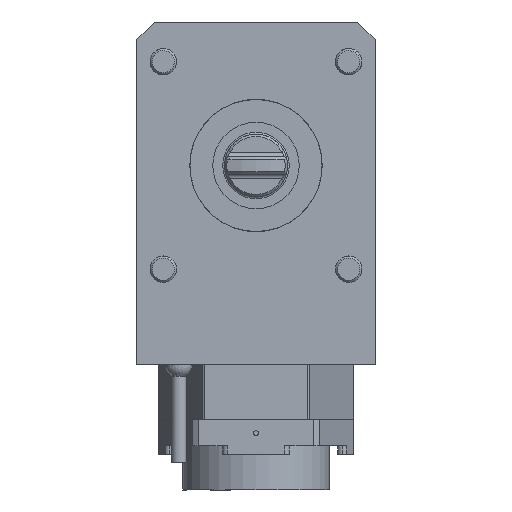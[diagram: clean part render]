
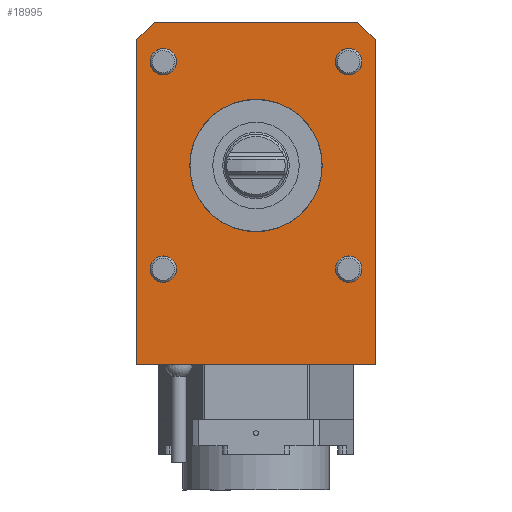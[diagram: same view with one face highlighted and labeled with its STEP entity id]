
A CAD part, front view. The second image highlights one B-rep face of the part: STEP entity #18995.
In plain terms, the highlighted planar face has unit normal (0, -1, 0).
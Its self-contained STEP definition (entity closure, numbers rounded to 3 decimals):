
#259 = ORIENTED_EDGE ( 'NONE', *, *, #20184, .T. ) ;
#530 = AXIS2_PLACEMENT_3D ( 'NONE', #6991, #10395, #1188 ) ;
#822 = DIRECTION ( 'NONE',  ( 1., 0., 0. ) ) ;
#839 = DIRECTION ( 'NONE',  ( 0., 0., -1. ) ) ;
#1146 = FACE_BOUND ( 'NONE', #20253, .T. ) ;
#1188 = DIRECTION ( 'NONE',  ( 1., 0., 0. ) ) ;
#1272 = DIRECTION ( 'NONE',  ( -1., 0., 0. ) ) ;
#1279 = EDGE_LOOP ( 'NONE', ( #18098 ) ) ;
#1390 = ORIENTED_EDGE ( 'NONE', *, *, #7668, .T. ) ;
#1677 = CARTESIAN_POINT ( 'NONE',  ( -36., 0., -47. ) ) ;
#1793 = ORIENTED_EDGE ( 'NONE', *, *, #4343, .T. ) ;
#1999 = VECTOR ( 'NONE', #4741, 1000. ) ;
#2036 = CARTESIAN_POINT ( 'NONE',  ( 42., 0., -47. ) ) ;
#2280 = LINE ( 'NONE', #6756, #19730 ) ;
#2328 = CARTESIAN_POINT ( 'NONE',  ( -54., 0., 65. ) ) ;
#2558 = CIRCLE ( 'NONE', #530, 6. ) ;
#2693 = EDGE_CURVE ( 'NONE', #13982, #13982, #8167, .T. ) ;
#3539 = CARTESIAN_POINT ( 'NONE',  ( 0., 0., 0. ) ) ;
#3759 = CARTESIAN_POINT ( 'NONE',  ( 54., 0., 57. ) ) ;
#4343 = EDGE_CURVE ( 'NONE', #10592, #18492, #22408, .T. ) ;
#4741 = DIRECTION ( 'NONE',  ( -0.707, 0., -0.707 ) ) ;
#5062 = CARTESIAN_POINT ( 'NONE',  ( 0., 0., 0. ) ) ;
#5239 = DIRECTION ( 'NONE',  ( 1., 0., 0. ) ) ;
#5334 = VECTOR ( 'NONE', #822, 1000. ) ;
#6109 = LINE ( 'NONE', #2328, #22875 ) ;
#6543 = CIRCLE ( 'NONE', #16183, 6. ) ;
#6600 = ORIENTED_EDGE ( 'NONE', *, *, #20630, .F. ) ;
#6641 = CIRCLE ( 'NONE', #9075, 30.018 ) ;
#6756 = CARTESIAN_POINT ( 'NONE',  ( 54., 0., 65. ) ) ;
#6827 = EDGE_LOOP ( 'NONE', ( #11608 ) ) ;
#6915 = CARTESIAN_POINT ( 'NONE',  ( -54., 0., 57. ) ) ;
#6941 = FACE_BOUND ( 'NONE', #11056, .T. ) ;
#6991 = CARTESIAN_POINT ( 'NONE',  ( 42., 0., 47. ) ) ;
#7384 = LINE ( 'NONE', #8802, #22805 ) ;
#7668 = EDGE_CURVE ( 'NONE', #13493, #18857, #6109, .T. ) ;
#7858 = DIRECTION ( 'NONE',  ( 1., 0., 0. ) ) ;
#8167 = CIRCLE ( 'NONE', #20976, 6. ) ;
#8258 = VECTOR ( 'NONE', #17017, 1000. ) ;
#8802 = CARTESIAN_POINT ( 'NONE',  ( -54., 0., 65. ) ) ;
#9075 = AXIS2_PLACEMENT_3D ( 'NONE', #3539, #24543, #1272 ) ;
#9347 = CARTESIAN_POINT ( 'NONE',  ( 55.5, 0., 55.5 ) ) ;
#9365 = VERTEX_POINT ( 'NONE', #19040 ) ;
#9749 = CARTESIAN_POINT ( 'NONE',  ( -54., 0., -90. ) ) ;
#9922 = CARTESIAN_POINT ( 'NONE',  ( -54., 0., -90. ) ) ;
#10103 = VERTEX_POINT ( 'NONE', #23667 ) ;
#10151 = ORIENTED_EDGE ( 'NONE', *, *, #12475, .F. ) ;
#10395 = DIRECTION ( 'NONE',  ( 0., -1., 0. ) ) ;
#10532 = DIRECTION ( 'NONE',  ( 0., -1., 0. ) ) ;
#10592 = VERTEX_POINT ( 'NONE', #3759 ) ;
#10624 = CIRCLE ( 'NONE', #23470, 6. ) ;
#10629 = CARTESIAN_POINT ( 'NONE',  ( -42., 0., 47. ) ) ;
#10843 = DIRECTION ( 'NONE',  ( 0., -1., 0. ) ) ;
#10892 = CARTESIAN_POINT ( 'NONE',  ( -42., 0., -47. ) ) ;
#11056 = EDGE_LOOP ( 'NONE', ( #19154 ) ) ;
#11524 = EDGE_CURVE ( 'NONE', #10103, #10103, #10624, .T. ) ;
#11608 = ORIENTED_EDGE ( 'NONE', *, *, #2693, .F. ) ;
#12111 = CARTESIAN_POINT ( 'NONE',  ( 48., 0., -47. ) ) ;
#12195 = ORIENTED_EDGE ( 'NONE', *, *, #23347, .F. ) ;
#12364 = PLANE ( 'NONE',  #18180 ) ;
#12387 = DIRECTION ( 'NONE',  ( 0., -1., 0. ) ) ;
#12475 = EDGE_CURVE ( 'NONE', #15887, #15887, #6641, .T. ) ;
#13065 = ORIENTED_EDGE ( 'NONE', *, *, #16665, .F. ) ;
#13432 = VERTEX_POINT ( 'NONE', #23277 ) ;
#13493 = VERTEX_POINT ( 'NONE', #6915 ) ;
#13666 = DIRECTION ( 'NONE',  ( 0., 0., -1. ) ) ;
#13982 = VERTEX_POINT ( 'NONE', #12111 ) ;
#14635 = FACE_BOUND ( 'NONE', #6827, .T. ) ;
#14655 = VERTEX_POINT ( 'NONE', #1677 ) ;
#15738 = CARTESIAN_POINT ( 'NONE',  ( 46., 0., 65. ) ) ;
#15887 = VERTEX_POINT ( 'NONE', #21899 ) ;
#16183 = AXIS2_PLACEMENT_3D ( 'NONE', #10892, #10532, #5239 ) ;
#16665 = EDGE_CURVE ( 'NONE', #10592, #24336, #2280, .T. ) ;
#17017 = DIRECTION ( 'NONE',  ( -0.707, 0., 0.707 ) ) ;
#17326 = EDGE_LOOP ( 'NONE', ( #10151 ) ) ;
#17400 = DIRECTION ( 'NONE',  ( 0., -1., 0. ) ) ;
#18078 = LINE ( 'NONE', #9922, #5334 ) ;
#18098 = ORIENTED_EDGE ( 'NONE', *, *, #11524, .F. ) ;
#18180 = AXIS2_PLACEMENT_3D ( 'NONE', #5062, #10843, #18507 ) ;
#18492 = VERTEX_POINT ( 'NONE', #15738 ) ;
#18507 = DIRECTION ( 'NONE',  ( 0., 0., -1. ) ) ;
#18857 = VERTEX_POINT ( 'NONE', #9749 ) ;
#18995 = ADVANCED_FACE ( 'Defeature completata1_176', ( #20014, #22153, #1146, #6941, #23791, #14635 ), #12364, .T. ) ;
#19040 = CARTESIAN_POINT ( 'NONE',  ( 48., 0., 47. ) ) ;
#19154 = ORIENTED_EDGE ( 'NONE', *, *, #20320, .F. ) ;
#19730 = VECTOR ( 'NONE', #839, 1000. ) ;
#20014 = FACE_OUTER_BOUND ( 'NONE', #20381, .T. ) ;
#20184 = EDGE_CURVE ( 'NONE', #18857, #24336, #18078, .T. ) ;
#20253 = EDGE_LOOP ( 'NONE', ( #6600 ) ) ;
#20291 = LINE ( 'NONE', #21945, #1999 ) ;
#20320 = EDGE_CURVE ( 'NONE', #14655, #14655, #6543, .T. ) ;
#20381 = EDGE_LOOP ( 'NONE', ( #1793, #12195, #20635, #1390, #259, #13065 ) ) ;
#20630 = EDGE_CURVE ( 'NONE', #9365, #9365, #2558, .T. ) ;
#20635 = ORIENTED_EDGE ( 'NONE', *, *, #23881, .T. ) ;
#20976 = AXIS2_PLACEMENT_3D ( 'NONE', #2036, #17400, #7858 ) ;
#21899 = CARTESIAN_POINT ( 'NONE',  ( -30.018, 0., 0. ) ) ;
#21945 = CARTESIAN_POINT ( 'NONE',  ( -55.5, 0., 55.5 ) ) ;
#22056 = DIRECTION ( 'NONE',  ( 1., 0., 0. ) ) ;
#22153 = FACE_BOUND ( 'NONE', #17326, .T. ) ;
#22408 = LINE ( 'NONE', #9347, #8258 ) ;
#22581 = DIRECTION ( 'NONE',  ( 1., 0., 0. ) ) ;
#22805 = VECTOR ( 'NONE', #22581, 1000. ) ;
#22875 = VECTOR ( 'NONE', #13666, 1000. ) ;
#23277 = CARTESIAN_POINT ( 'NONE',  ( -46., 0., 65. ) ) ;
#23347 = EDGE_CURVE ( 'NONE', #13432, #18492, #7384, .T. ) ;
#23382 = CARTESIAN_POINT ( 'NONE',  ( 54., 0., -90. ) ) ;
#23470 = AXIS2_PLACEMENT_3D ( 'NONE', #10629, #12387, #22056 ) ;
#23667 = CARTESIAN_POINT ( 'NONE',  ( -36., 0., 47. ) ) ;
#23791 = FACE_BOUND ( 'NONE', #1279, .T. ) ;
#23881 = EDGE_CURVE ( 'NONE', #13432, #13493, #20291, .T. ) ;
#24336 = VERTEX_POINT ( 'NONE', #23382 ) ;
#24543 = DIRECTION ( 'NONE',  ( 0., -1., 0. ) ) ;
